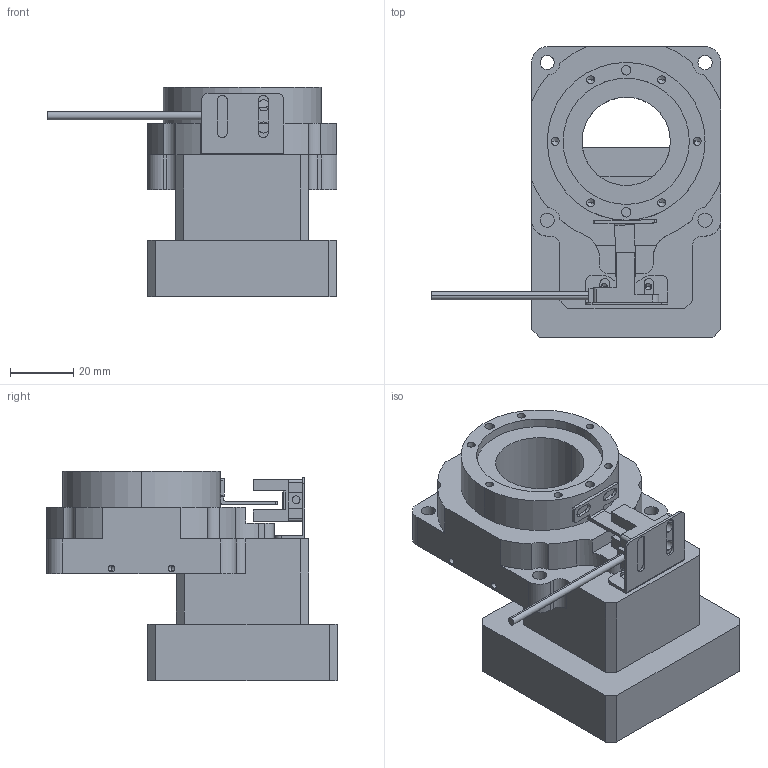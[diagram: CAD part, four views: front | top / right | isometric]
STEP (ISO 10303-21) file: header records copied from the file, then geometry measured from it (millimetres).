
FILE_DESCRIPTION (( 'STEP AP214' ), '1' );
FILE_NAME ('KTN60-5K-8-38.15-47.15-M4(57²½½ø).STEP', '2022-09-08T08:42:17', ( '' ), ( '' ), 'SwSTEP 2.0', 'SolidWorks 2020', '' );
FILE_SCHEMA (( 'AUTOMOTIVE_DESIGN' ));
Length unit declared in the file: millimetre
Products named in the file (5): SX674; KTN60-5K-8-38.15-47.15-M4(57祭輛); 覜茼ん盓殤; 覜茼え2
Assembly tree (4 placements, depth 2):
  KTN60-5K-8-38.15-47.15-M4(57祭輛)
    KTN60-5K-8-38.15-47.15-M4(57祭輛)
    覜茼ん盓殤
    SX674
    覜茼え2
Bounding box: 91.82 x 92 x 66.5 mm (x, y, z)
Volume: 171348.3 mm3; surface area: 34757.9 mm2
Topology: 4 solids, 6 shells, 282 faces, 745 edges, 466 vertices
Faces by surface type: plane 126, cylinder 120, cone 36
Entity records: 8932 total; most frequent: DIRECTION 1531, CARTESIAN_POINT 1464, ORIENTED_EDGE 1418, EDGE_CURVE 709, AXIS2_PLACEMENT_3D 533, VERTEX_POINT 466, VECTOR 465, LINE 465
